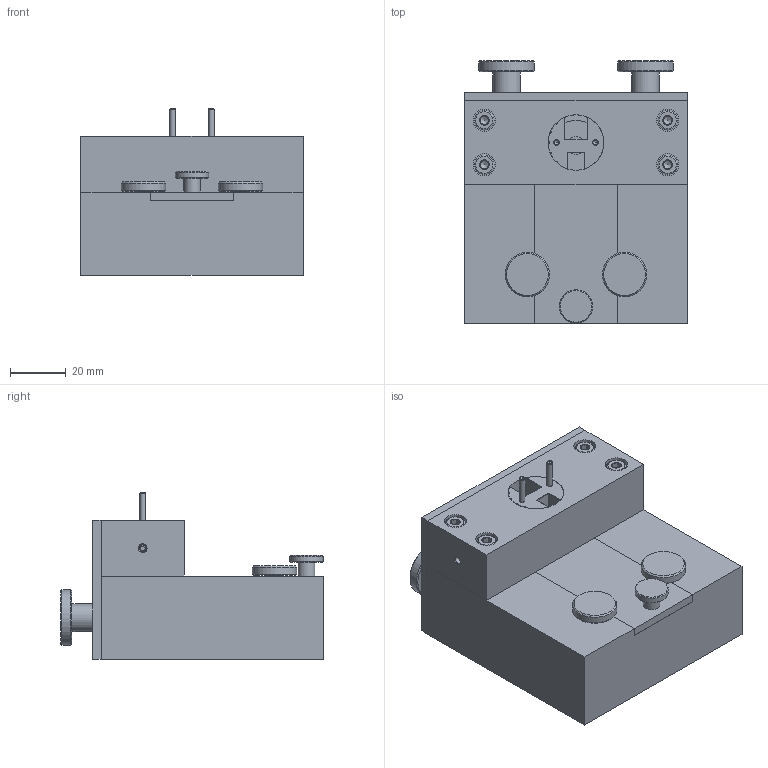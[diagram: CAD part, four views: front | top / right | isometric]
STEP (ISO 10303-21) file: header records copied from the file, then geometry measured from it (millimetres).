
FILE_DESCRIPTION(/* description */ (''),/* implementation_level */ '2;1');
FILE_NAME(/* name */ 'Montage v24.step',/* time_stamp */ '2021-06-17T21:29:52+02:00',/* author */ (''),/* organization */ (''),/* preprocessor_version */ 'ST-DEVELOPER v18.1',/* originating_system */ 'Autodesk Translation Framework v10.9.0.1377',/* authorisation */ '');
FILE_SCHEMA (('AUTOMOTIVE_DESIGN { 1 0 10303 214 3 1 1 }'));
Length unit declared in the file: millimetre
Products named in the file (24): Montage; Zentrierblock; Faceplate; Sockel; Montage v22_Schieber v16; Zentrierteil; HI_WUERTH 5094503012 parallel pin ISO 8734 3m6x12 Blank; Zylinderkopfschraube DIN 912 M4x20; Zylinderkopfschraube DIN 912 M4x20_1; Zylinderkopfschraube DIN 912 M4x20_2; Zylinderkopfschraube DIN 912 M4x20_3; HI_WUERTH 00824  20 cylinder head screw DIN 912 M4x20 8.8 BLK; Hohe Rändelschraube M3 (gewinde gekürzt; _Knurled screw DIN 464-M3-6-ZB; Flache Rändelschraube M4x10; Flache Rändelschraube M4x10_1; _Flat knurled screw DIN 653-M4-10-ZB; Hohe Rändelschraube M5; Hohe Rändelschraube M5_1; _Knurled screw DIN 464-M5-12-ZB; HI_WUERTH 5094502020 parallel pin ISO 8734 2m6x20 Blank; HI_WUERTH 5094502020 parallel pin ISO 8734 2m6x20 Blank (1); _Spring plunger with thread locking  GN 615.3-M3-K-PFB (unbetätig
t); _WUERTH 0412926 washer DIN 9021 6.4 A4 BLK
Assembly tree (28 placements, depth 3):
  Montage
    Zentrierblock
    Faceplate
    Sockel
    Montage v22_Schieber v16
    Zentrierteil
    HI_WUERTH 5094503012 parallel pin ISO 8734 3m6x12 Blank
    Zylinderkopfschraube DIN 912 M4x20
      HI_WUERTH 00824  20 cylinder head screw DIN 912 M4x20 8.8 BLK
    Zylinderkopfschraube DIN 912 M4x20_1
      HI_WUERTH 00824  20 cylinder head screw DIN 912 M4x20 8.8 BLK
    Zylinderkopfschraube DIN 912 M4x20_2
      HI_WUERTH 00824  20 cylinder head screw DIN 912 M4x20 8.8 BLK
    Zylinderkopfschraube DIN 912 M4x20_3
      HI_WUERTH 00824  20 cylinder head screw DIN 912 M4x20 8.8 BLK
    Hohe Rändelschraube M3 (gewinde gekürzt
      _Knurled screw DIN 464-M3-6-ZB
    Flache Rändelschraube M4x10
      _Flat knurled screw DIN 653-M4-10-ZB
    Flache Rändelschraube M4x10_1
      _Flat knurled screw DIN 653-M4-10-ZB
    Hohe Rändelschraube M5
      _Knurled screw DIN 464-M5-12-ZB
    Hohe Rändelschraube M5_1
      _Knurled screw DIN 464-M5-12-ZB
    HI_WUERTH 5094502020 parallel pin ISO 8734 2m6x20 Blank
    HI_WUERTH 5094502020 parallel pin ISO 8734 2m6x20 Blank (1)
    _Spring plunger with thread locking  GN 615.3-M3-K-PFB (unbetätig
t)
    _WUERTH 0412926 washer DIN 9021 6.4 A4 BLK
Bounding box: 80 x 94.5 x 60 mm (x, y, z)
Volume: 252541.5 mm3; surface area: 59499.2 mm2
Topology: 19 solids, 19 shells, 464 faces, 1136 edges, 733 vertices
Faces by surface type: plane 208, bspline 110, cylinder 73, cone 58, torus 12, sphere 3
Full cylindrical faces by diameter (mm): 2 x4, 2.529 x3, 3 x4, 3.332 x6, 4 x6, 4.234 x2, 5 x6, 6 x3, 6.4 x1, 7 x4, 8 x4, 10 x2, 12 x2, 16 x2, 18 x2, 20 x3
Entity records: 12325 total; most frequent: CARTESIAN_POINT 3142, ORIENTED_EDGE 1848, DIRECTION 1532, EDGE_CURVE 924, VERTEX_POINT 614, AXIS2_PLACEMENT_3D 511, LINE 510, VECTOR 510
